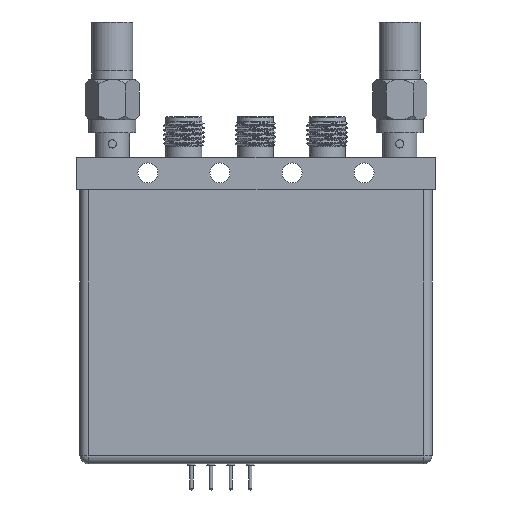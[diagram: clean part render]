
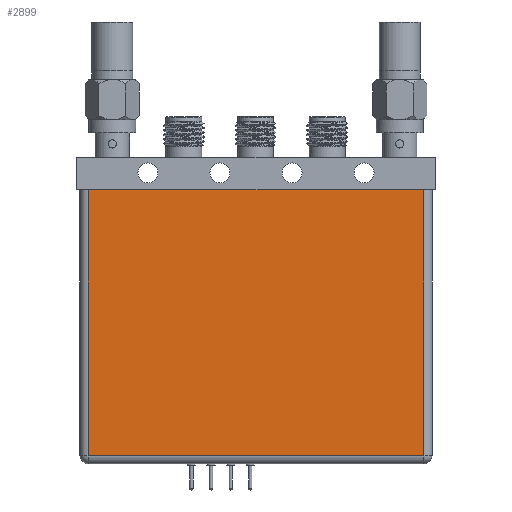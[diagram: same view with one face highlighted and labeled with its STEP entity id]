
A CAD part, front view. The second image highlights one B-rep face of the part: STEP entity #2899.
In plain terms, the highlighted planar face has unit normal (0, -1, 0).
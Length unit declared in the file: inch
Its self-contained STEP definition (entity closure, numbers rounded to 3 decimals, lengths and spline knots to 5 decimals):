
#136 = DIRECTION ( 'NONE',  ( 0., 0., 1. ) ) ;
#1182 = VERTEX_POINT ( 'NONE', #11987 ) ;
#1289 = CARTESIAN_POINT ( 'NONE',  ( 1.07449, -0.25953, -5.85251 ) ) ;
#1356 = VECTOR ( 'NONE', #10213, 39.37008 ) ;
#1378 = VERTEX_POINT ( 'NONE', #5288 ) ;
#1521 = CARTESIAN_POINT ( 'NONE',  ( 1.02449, -0.25953, -0.09843 ) ) ;
#1531 = LINE ( 'NONE', #3088, #4427 ) ;
#2060 = EDGE_CURVE ( 'NONE', #8108, #1378, #12662, .T. ) ;
#2191 = CARTESIAN_POINT ( 'NONE',  ( 1.07449, -0.25953, -0.09843 ) ) ;
#2195 = LINE ( 'NONE', #2191, #2661 ) ;
#2207 = ORIENTED_EDGE ( 'NONE', *, *, #9340, .T. ) ;
#2661 = VECTOR ( 'NONE', #11198, 39.37008 ) ;
#2899 = ADVANCED_FACE ( 'NONE', ( #5198 ), #7156, .F. ) ;
#3034 = EDGE_CURVE ( 'NONE', #1378, #1182, #1531, .T. ) ;
#3036 = CARTESIAN_POINT ( 'NONE',  ( 1.02449, -0.25953, -5.85251 ) ) ;
#3088 = CARTESIAN_POINT ( 'NONE',  ( 1.07449, -0.25953, -1.72165 ) ) ;
#3200 = DIRECTION ( 'NONE',  ( 0., 1., 0. ) ) ;
#4351 = CARTESIAN_POINT ( 'NONE',  ( -1.02449, -0.25953, -5.85251 ) ) ;
#4427 = VECTOR ( 'NONE', #4923, 39.37008 ) ;
#4435 = VERTEX_POINT ( 'NONE', #1521 ) ;
#4923 = DIRECTION ( 'NONE',  ( 1., 0., 0. ) ) ;
#5198 = FACE_OUTER_BOUND ( 'NONE', #9209, .T. ) ;
#5288 = CARTESIAN_POINT ( 'NONE',  ( -1.02449, -0.25953, -1.72165 ) ) ;
#7156 = PLANE ( 'NONE',  #10277 ) ;
#7374 = ORIENTED_EDGE ( 'NONE', *, *, #11770, .T. ) ;
#8108 = VERTEX_POINT ( 'NONE', #12589 ) ;
#9209 = EDGE_LOOP ( 'NONE', ( #7374, #11984, #11052, #2207 ) ) ;
#9340 = EDGE_CURVE ( 'NONE', #1182, #4435, #11180, .T. ) ;
#9708 = VECTOR ( 'NONE', #12220, 39.37008 ) ;
#10213 = DIRECTION ( 'NONE',  ( 0., 0., 1. ) ) ;
#10277 = AXIS2_PLACEMENT_3D ( 'NONE', #1289, #3200, #136 ) ;
#11052 = ORIENTED_EDGE ( 'NONE', *, *, #3034, .T. ) ;
#11180 = LINE ( 'NONE', #3036, #1356 ) ;
#11198 = DIRECTION ( 'NONE',  ( -1., 0., 0. ) ) ;
#11770 = EDGE_CURVE ( 'NONE', #4435, #8108, #2195, .T. ) ;
#11984 = ORIENTED_EDGE ( 'NONE', *, *, #2060, .T. ) ;
#11987 = CARTESIAN_POINT ( 'NONE',  ( 1.02449, -0.25953, -1.72165 ) ) ;
#12220 = DIRECTION ( 'NONE',  ( 0., 0., -1. ) ) ;
#12589 = CARTESIAN_POINT ( 'NONE',  ( -1.02449, -0.25953, -0.09843 ) ) ;
#12662 = LINE ( 'NONE', #4351, #9708 ) ;
